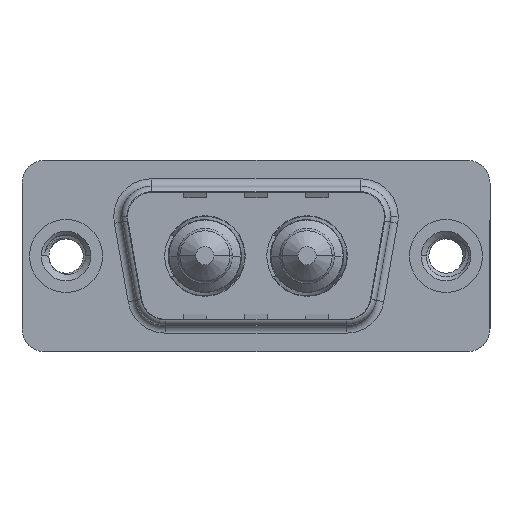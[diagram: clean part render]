
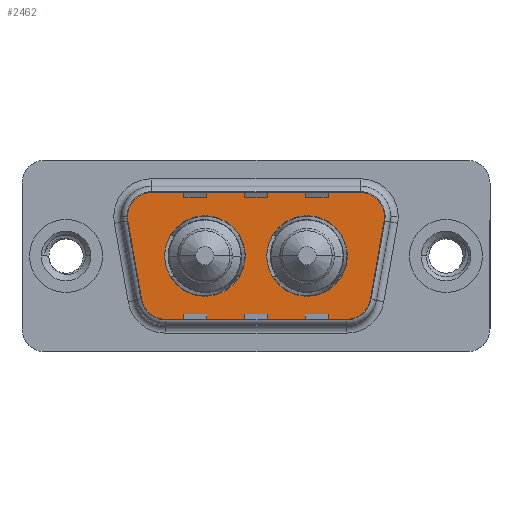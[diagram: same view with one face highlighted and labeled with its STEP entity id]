
A CAD part, top view. The second image highlights one B-rep face of the part: STEP entity #2462.
In plain terms, the highlighted planar face has unit normal (0, 0, 1).
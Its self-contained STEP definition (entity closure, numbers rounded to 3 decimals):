
#14 = ORIENTED_EDGE ( 'NONE', *, *, #4378, .T. ) ;
#39 = EDGE_CURVE ( 'NONE', #9405, #10567, #11019, .T. ) ;
#192 = LINE ( 'NONE', #8743, #11533 ) ;
#330 = EDGE_CURVE ( 'NONE', #2563, #1897, #2419, .T. ) ;
#368 = CARTESIAN_POINT ( 'NONE',  ( 18.51, 0., 0. ) ) ;
#451 = ORIENTED_EDGE ( 'NONE', *, *, #330, .F. ) ;
#552 = DIRECTION ( 'NONE',  ( 1., 0., 0. ) ) ;
#620 = VERTEX_POINT ( 'NONE', #13589 ) ;
#665 = AXIS2_PLACEMENT_3D ( 'NONE', #10184, #10070, #13428 ) ;
#832 = DIRECTION ( 'NONE',  ( -1., 0., 0. ) ) ;
#833 = DIRECTION ( 'NONE',  ( 0.174, -0.985, 0. ) ) ;
#1181 = ORIENTED_EDGE ( 'NONE', *, *, #13515, .T. ) ;
#1573 = AXIS2_PLACEMENT_3D ( 'NONE', #5182, #12841, #6311 ) ;
#1593 = ORIENTED_EDGE ( 'NONE', *, *, #9096, .F. ) ;
#1696 = DIRECTION ( 'NONE',  ( 0., 0., 1. ) ) ;
#1897 = VERTEX_POINT ( 'NONE', #368 ) ;
#1937 = VERTEX_POINT ( 'NONE', #9736 ) ;
#2419 = CIRCLE ( 'NONE', #2833, 2.65 ) ;
#2462 = ADVANCED_FACE ( 'NONE', ( #10678, #13620, #5209 ), #7941, .T. ) ;
#2563 = VERTEX_POINT ( 'NONE', #10892 ) ;
#2564 = AXIS2_PLACEMENT_3D ( 'NONE', #5534, #13186, #6661 ) ;
#2677 = VERTEX_POINT ( 'NONE', #11896 ) ;
#2698 = EDGE_CURVE ( 'NONE', #4448, #9227, #8625, .T. ) ;
#2833 = AXIS2_PLACEMENT_3D ( 'NONE', #6077, #2960, #8451 ) ;
#2866 = ORIENTED_EDGE ( 'NONE', *, *, #3900, .T. ) ;
#2960 = DIRECTION ( 'NONE',  ( 0., 0., 1. ) ) ;
#2974 = CIRCLE ( 'NONE', #11098, 2.65 ) ;
#3254 = ORIENTED_EDGE ( 'NONE', *, *, #39, .T. ) ;
#3338 = DIRECTION ( 'NONE',  ( 1., 0., 0. ) ) ;
#3407 = AXIS2_PLACEMENT_3D ( 'NONE', #9697, #13757, #8172 ) ;
#3509 = DIRECTION ( 'NONE',  ( 0., 0., 1. ) ) ;
#3765 = VERTEX_POINT ( 'NONE', #8349 ) ;
#3873 = AXIS2_PLACEMENT_3D ( 'NONE', #7743, #11958, #552 ) ;
#3900 = EDGE_CURVE ( 'NONE', #3765, #9405, #12412, .T. ) ;
#4346 = VERTEX_POINT ( 'NONE', #10852 ) ;
#4351 = VECTOR ( 'NONE', #3338, 1000. ) ;
#4378 = EDGE_CURVE ( 'NONE', #9227, #1937, #192, .T. ) ;
#4448 = VERTEX_POINT ( 'NONE', #7746 ) ;
#4513 = CIRCLE ( 'NONE', #12559, 2. ) ;
#4641 = ORIENTED_EDGE ( 'NONE', *, *, #6467, .T. ) ;
#4704 = LINE ( 'NONE', #9895, #4351 ) ;
#5182 = CARTESIAN_POINT ( 'NONE',  ( 9.14, 0., 0. ) ) ;
#5209 = FACE_OUTER_BOUND ( 'NONE', #9848, .T. ) ;
#5534 = CARTESIAN_POINT ( 'NONE',  ( 9.14, 0., 0. ) ) ;
#5636 = CARTESIAN_POINT ( 'NONE',  ( 20.511, -3.247, 0. ) ) ;
#5655 = VERTEX_POINT ( 'NONE', #7924 ) ;
#6077 = CARTESIAN_POINT ( 'NONE',  ( 15.86, 0., 0. ) ) ;
#6129 = DIRECTION ( 'NONE',  ( 0., 0., 1. ) ) ;
#6311 = DIRECTION ( 'NONE',  ( 1., 0., 0. ) ) ;
#6467 = EDGE_CURVE ( 'NONE', #6959, #5655, #7040, .T. ) ;
#6625 = DIRECTION ( 'NONE',  ( -1., 0., 0. ) ) ;
#6661 = DIRECTION ( 'NONE',  ( 1., 0., 0. ) ) ;
#6710 = ORIENTED_EDGE ( 'NONE', *, *, #10841, .F. ) ;
#6959 = VERTEX_POINT ( 'NONE', #12753 ) ;
#7040 = LINE ( 'NONE', #8508, #12837 ) ;
#7307 = CIRCLE ( 'NONE', #2564, 2.65 ) ;
#7415 = DIRECTION ( 'NONE',  ( 0., 0., 1. ) ) ;
#7743 = CARTESIAN_POINT ( 'NONE',  ( 18.541, -2.9, 0. ) ) ;
#7746 = CARTESIAN_POINT ( 'NONE',  ( 21.564, 2.9, 0. ) ) ;
#7924 = CARTESIAN_POINT ( 'NONE',  ( 4.489, -3.247, 0. ) ) ;
#7941 = PLANE ( 'NONE',  #3873 ) ;
#8124 = VECTOR ( 'NONE', #10260, 1000. ) ;
#8172 = DIRECTION ( 'NONE',  ( 1., 0., 0. ) ) ;
#8178 = EDGE_CURVE ( 'NONE', #1937, #6959, #10905, .T. ) ;
#8269 = CIRCLE ( 'NONE', #10995, 2. ) ;
#8290 = CARTESIAN_POINT ( 'NONE',  ( 21.534, 2.553, 0. ) ) ;
#8292 = CARTESIAN_POINT ( 'NONE',  ( 19.564, 2.9, 0. ) ) ;
#8325 = ORIENTED_EDGE ( 'NONE', *, *, #12672, .T. ) ;
#8349 = CARTESIAN_POINT ( 'NONE',  ( 18.541, -4.9, 0. ) ) ;
#8451 = DIRECTION ( 'NONE',  ( 1., 0., 0. ) ) ;
#8508 = CARTESIAN_POINT ( 'NONE',  ( 3.466, 2.553, 0. ) ) ;
#8625 = CIRCLE ( 'NONE', #665, 2. ) ;
#8651 = CARTESIAN_POINT ( 'NONE',  ( 19.564, 4.9, 0. ) ) ;
#8743 = CARTESIAN_POINT ( 'NONE',  ( 5.436, 4.9, 0. ) ) ;
#9096 = EDGE_CURVE ( 'NONE', #1897, #2563, #2974, .T. ) ;
#9181 = ORIENTED_EDGE ( 'NONE', *, *, #10882, .T. ) ;
#9227 = VERTEX_POINT ( 'NONE', #8651 ) ;
#9365 = DIRECTION ( 'NONE',  ( -1., 0., 0. ) ) ;
#9405 = VERTEX_POINT ( 'NONE', #5636 ) ;
#9637 = ORIENTED_EDGE ( 'NONE', *, *, #8178, .T. ) ;
#9697 = CARTESIAN_POINT ( 'NONE',  ( 18.541, -2.9, 0. ) ) ;
#9736 = CARTESIAN_POINT ( 'NONE',  ( 5.436, 4.9, 0. ) ) ;
#9848 = EDGE_LOOP ( 'NONE', ( #2866, #3254, #1181, #11140, #14, #9637, #4641, #8325, #9181 ) ) ;
#9895 = CARTESIAN_POINT ( 'NONE',  ( 6.459, -4.9, 0. ) ) ;
#10067 = CARTESIAN_POINT ( 'NONE',  ( 5.436, 2.9, 0. ) ) ;
#10070 = DIRECTION ( 'NONE',  ( 0., 0., 1. ) ) ;
#10150 = ORIENTED_EDGE ( 'NONE', *, *, #11164, .F. ) ;
#10184 = CARTESIAN_POINT ( 'NONE',  ( 19.564, 2.9, 0. ) ) ;
#10260 = DIRECTION ( 'NONE',  ( 0.174, 0.985, 0. ) ) ;
#10567 = VERTEX_POINT ( 'NONE', #10711 ) ;
#10678 = FACE_BOUND ( 'NONE', #10950, .T. ) ;
#10711 = CARTESIAN_POINT ( 'NONE',  ( 21.534, 2.553, 0. ) ) ;
#10841 = EDGE_CURVE ( 'NONE', #2677, #4346, #7307, .T. ) ;
#10852 = CARTESIAN_POINT ( 'NONE',  ( 6.49, 0., 0. ) ) ;
#10882 = EDGE_CURVE ( 'NONE', #620, #3765, #4704, .T. ) ;
#10892 = CARTESIAN_POINT ( 'NONE',  ( 13.21, 0., 0. ) ) ;
#10905 = CIRCLE ( 'NONE', #11928, 2. ) ;
#10950 = EDGE_LOOP ( 'NONE', ( #1593, #451 ) ) ;
#10995 = AXIS2_PLACEMENT_3D ( 'NONE', #8292, #1696, #9365 ) ;
#11019 = LINE ( 'NONE', #8290, #8124 ) ;
#11098 = AXIS2_PLACEMENT_3D ( 'NONE', #12666, #6129, #13786 ) ;
#11140 = ORIENTED_EDGE ( 'NONE', *, *, #2698, .T. ) ;
#11164 = EDGE_CURVE ( 'NONE', #4346, #2677, #13121, .T. ) ;
#11202 = DIRECTION ( 'NONE',  ( 1., 0., 0. ) ) ;
#11533 = VECTOR ( 'NONE', #6625, 1000. ) ;
#11896 = CARTESIAN_POINT ( 'NONE',  ( 11.79, 0., 0. ) ) ;
#11928 = AXIS2_PLACEMENT_3D ( 'NONE', #10067, #3509, #11202 ) ;
#11958 = DIRECTION ( 'NONE',  ( 0., 0., 1. ) ) ;
#12170 = EDGE_LOOP ( 'NONE', ( #6710, #10150 ) ) ;
#12412 = CIRCLE ( 'NONE', #3407, 2. ) ;
#12559 = AXIS2_PLACEMENT_3D ( 'NONE', #13986, #7415, #832 ) ;
#12666 = CARTESIAN_POINT ( 'NONE',  ( 15.86, 0., 0. ) ) ;
#12672 = EDGE_CURVE ( 'NONE', #5655, #620, #4513, .T. ) ;
#12753 = CARTESIAN_POINT ( 'NONE',  ( 3.466, 2.553, 0. ) ) ;
#12837 = VECTOR ( 'NONE', #833, 1000. ) ;
#12841 = DIRECTION ( 'NONE',  ( 0., 0., 1. ) ) ;
#13121 = CIRCLE ( 'NONE', #1573, 2.65 ) ;
#13186 = DIRECTION ( 'NONE',  ( 0., 0., 1. ) ) ;
#13428 = DIRECTION ( 'NONE',  ( -1., 0., 0. ) ) ;
#13515 = EDGE_CURVE ( 'NONE', #10567, #4448, #8269, .T. ) ;
#13589 = CARTESIAN_POINT ( 'NONE',  ( 6.459, -4.9, 0. ) ) ;
#13620 = FACE_BOUND ( 'NONE', #12170, .T. ) ;
#13757 = DIRECTION ( 'NONE',  ( 0., 0., 1. ) ) ;
#13786 = DIRECTION ( 'NONE',  ( 1., 0., 0. ) ) ;
#13986 = CARTESIAN_POINT ( 'NONE',  ( 6.459, -2.9, 0. ) ) ;
